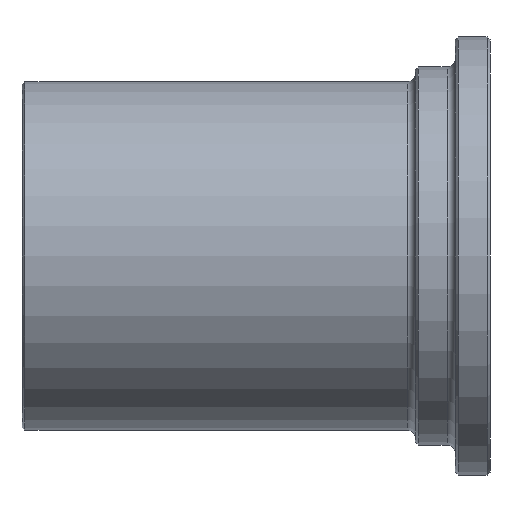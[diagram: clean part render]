
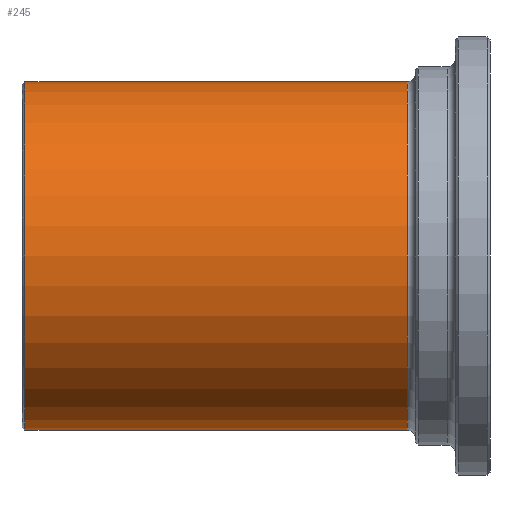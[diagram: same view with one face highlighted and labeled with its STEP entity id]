
A CAD part, front view. The second image highlights one B-rep face of the part: STEP entity #245.
In plain terms, the highlighted cylindrical face has radius 17.5 mm (diameter 35 mm), a full revolution.
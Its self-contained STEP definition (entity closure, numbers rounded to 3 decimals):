
#29=LINE('',#426,#39);
#39=VECTOR('',#335,17.5);
#49=CYLINDRICAL_SURFACE('',#285,17.5);
#54=FACE_OUTER_BOUND('',#70,.T.);
#70=EDGE_LOOP('',(#177,#178,#179,#180,#181,#182));
#89=CIRCLE('',#281,17.5);
#92=CIRCLE('',#284,17.5);
#93=CIRCLE('',#286,17.5);
#94=CIRCLE('',#287,17.5);
#114=VERTEX_POINT('',#417);
#115=VERTEX_POINT('',#418);
#117=VERTEX_POINT('',#425);
#118=VERTEX_POINT('',#427);
#137=EDGE_CURVE('',#114,#115,#89,.T.);
#140=EDGE_CURVE('',#115,#114,#92,.T.);
#141=EDGE_CURVE('',#114,#117,#29,.T.);
#142=EDGE_CURVE('',#118,#117,#93,.T.);
#143=EDGE_CURVE('',#117,#118,#94,.T.);
#177=ORIENTED_EDGE('',*,*,#137,.F.);
#178=ORIENTED_EDGE('',*,*,#141,.T.);
#179=ORIENTED_EDGE('',*,*,#142,.F.);
#180=ORIENTED_EDGE('',*,*,#143,.F.);
#181=ORIENTED_EDGE('',*,*,#141,.F.);
#182=ORIENTED_EDGE('',*,*,#140,.F.);
#245=ADVANCED_FACE('',(#54),#49,.T.);
#281=AXIS2_PLACEMENT_3D('',#419,#325,#326);
#284=AXIS2_PLACEMENT_3D('',#423,#331,#332);
#285=AXIS2_PLACEMENT_3D('',#424,#333,#334);
#286=AXIS2_PLACEMENT_3D('',#428,#336,#337);
#287=AXIS2_PLACEMENT_3D('',#429,#338,#339);
#325=DIRECTION('center_axis',(1.,0.,0.));
#326=DIRECTION('ref_axis',(0.,-1.,0.));
#331=DIRECTION('center_axis',(1.,0.,0.));
#332=DIRECTION('ref_axis',(0.,-1.,0.));
#333=DIRECTION('center_axis',(1.,0.,0.));
#334=DIRECTION('ref_axis',(0.,1.,0.));
#335=DIRECTION('',(-1.,0.,0.));
#336=DIRECTION('center_axis',(-1.,0.,0.));
#337=DIRECTION('ref_axis',(0.,-1.,0.));
#338=DIRECTION('center_axis',(-1.,0.,0.));
#339=DIRECTION('ref_axis',(0.,-1.,0.));
#417=CARTESIAN_POINT('',(-8.3,-17.5,0.));
#418=CARTESIAN_POINT('',(-8.3,0.,17.5));
#419=CARTESIAN_POINT('Origin',(-8.3,0.,0.));
#423=CARTESIAN_POINT('Origin',(-8.3,0.,0.));
#424=CARTESIAN_POINT('Origin',(-27.25,0.,0.));
#425=CARTESIAN_POINT('',(-46.7,-17.5,0.));
#426=CARTESIAN_POINT('',(-27.25,-17.5,0.));
#427=CARTESIAN_POINT('',(-46.7,17.5,0.));
#428=CARTESIAN_POINT('Origin',(-46.7,0.,0.));
#429=CARTESIAN_POINT('Origin',(-46.7,0.,0.));
